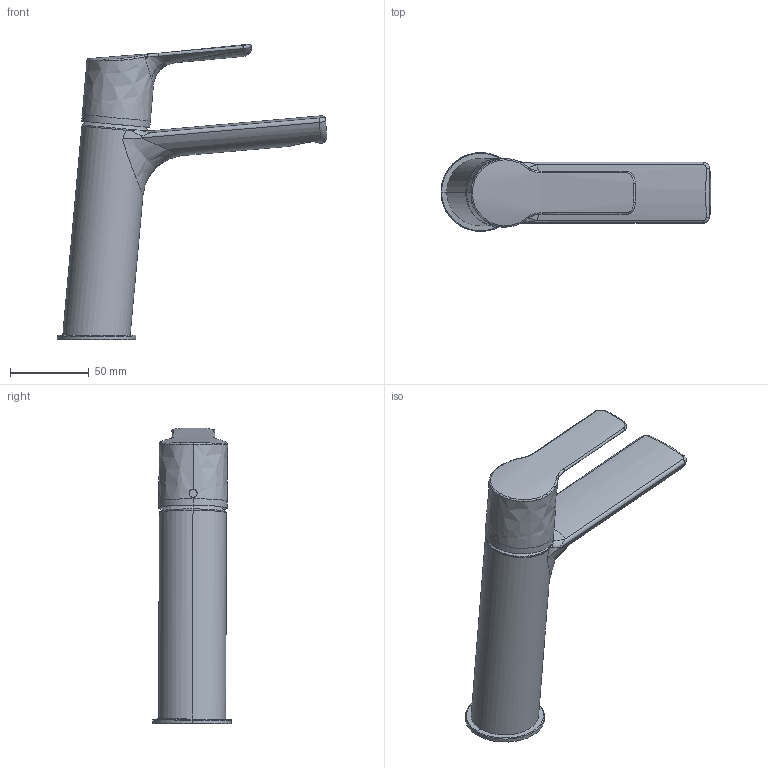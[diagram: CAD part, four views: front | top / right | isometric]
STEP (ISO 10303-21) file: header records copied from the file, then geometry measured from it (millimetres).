
FILE_DESCRIPTION(/* description */ (''),/* implementation_level */ '2;1');
FILE_NAME(/* name */ 'adsk''102108940-3DView-{3D}.stp',/* time_stamp */ '2018-08-28T12:53:12+03:00',/* author */ ('gamzeakar'),/* organization */ (''),/* preprocessor_version */ 'ST-DEVELOPER v17',/* originating_system */ 'Autodesk Inventor 2019',/* authorisation */ '');
FILE_SCHEMA (('CONFIG_CONTROL_DESIGN'));
Length unit declared in the file: millimetre
Products named in the file (2): 102108940-3DView-{3D}; 102108940-3DView-{3D}_1
Assembly tree (1 placements, depth 2):
  102108940-3DView-{3D}
    102108940-3DView-{3D}_1
Bounding box: 171.07 x 50 x 187.55 mm (x, y, z)
Volume: 344658.9 mm3; surface area: 52890.2 mm2
Topology: 5 solids, 5 shells, 140 faces, 360 edges, 233 vertices
Faces by surface type: plane 55, bspline 47, cylinder 24, torus 8, cone 6
Entity records: 9857 total; most frequent: CARTESIAN_POINT 6801, ORIENTED_EDGE 718, DIRECTION 463, EDGE_CURVE 359, VERTEX_POINT 233, AXIS2_PLACEMENT_3D 177, B_SPLINE_CURVE_WITH_KNOTS 169, EDGE_LOOP 144
